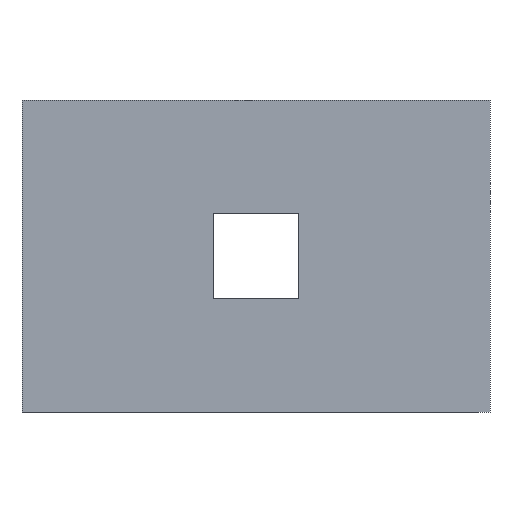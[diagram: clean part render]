
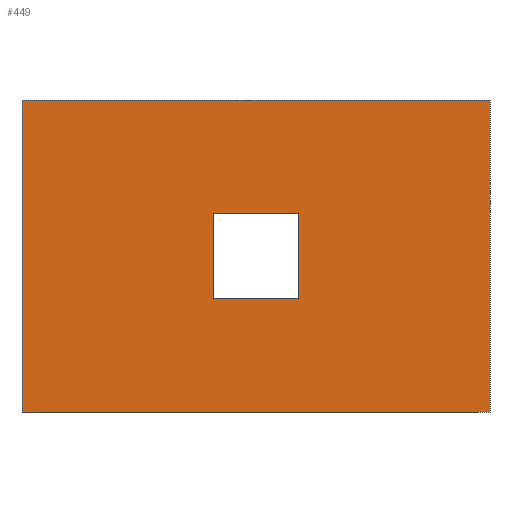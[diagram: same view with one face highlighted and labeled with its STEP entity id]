
A CAD part, front view. The second image highlights one B-rep face of the part: STEP entity #449.
In plain terms, the highlighted planar face has unit normal (0, -1, 0).
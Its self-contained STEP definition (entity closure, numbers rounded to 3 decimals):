
#1 = DIRECTION ( 'NONE',  ( 1., 0., 0. ) ) ;
#4 = ORIENTED_EDGE ( 'NONE', *, *, #120, .T. ) ;
#10 = ORIENTED_EDGE ( 'NONE', *, *, #178, .T. ) ;
#11 = DIRECTION ( 'NONE',  ( -1., 0., 0. ) ) ;
#15 = EDGE_CURVE ( 'NONE', #218, #85, #404, .T. ) ;
#19 = DIRECTION ( 'NONE',  ( 0., -1., 0. ) ) ;
#30 = CARTESIAN_POINT ( 'NONE',  ( -11., -12.5, -11. ) ) ;
#44 = DIRECTION ( 'NONE',  ( 0., 0., 1. ) ) ;
#53 = VERTEX_POINT ( 'NONE', #197 ) ;
#59 = CARTESIAN_POINT ( 'NONE',  ( 11., -12.5, 11. ) ) ;
#62 = DIRECTION ( 'NONE',  ( 0., 0., -1. ) ) ;
#76 = ORIENTED_EDGE ( 'NONE', *, *, #202, .F. ) ;
#79 = VECTOR ( 'NONE', #208, 1000. ) ;
#85 = VERTEX_POINT ( 'NONE', #415 ) ;
#87 = DIRECTION ( 'NONE',  ( 0., 0., -1. ) ) ;
#105 = DIRECTION ( 'NONE',  ( -1., 0., 0. ) ) ;
#109 = CARTESIAN_POINT ( 'NONE',  ( 60., -12.5, 40. ) ) ;
#110 = ORIENTED_EDGE ( 'NONE', *, *, #294, .T. ) ;
#112 = EDGE_CURVE ( 'NONE', #53, #435, #453, .T. ) ;
#118 = CARTESIAN_POINT ( 'NONE',  ( -60., -12.5, 40. ) ) ;
#120 = EDGE_CURVE ( 'NONE', #53, #213, #175, .T. ) ;
#126 = VERTEX_POINT ( 'NONE', #144 ) ;
#136 = VECTOR ( 'NONE', #44, 1000. ) ;
#142 = VERTEX_POINT ( 'NONE', #30 ) ;
#144 = CARTESIAN_POINT ( 'NONE',  ( -60., -12.5, -40. ) ) ;
#146 = VERTEX_POINT ( 'NONE', #316 ) ;
#150 = LINE ( 'NONE', #332, #254 ) ;
#158 = FACE_BOUND ( 'NONE', #187, .T. ) ;
#171 = VECTOR ( 'NONE', #87, 1000. ) ;
#173 = CARTESIAN_POINT ( 'NONE',  ( 11., -12.5, 11. ) ) ;
#175 = LINE ( 'NONE', #448, #399 ) ;
#176 = LINE ( 'NONE', #319, #447 ) ;
#178 = EDGE_CURVE ( 'NONE', #146, #218, #176, .T. ) ;
#187 = EDGE_LOOP ( 'NONE', ( #426, #268, #320, #10 ) ) ;
#197 = CARTESIAN_POINT ( 'NONE',  ( 60., -12.5, 40. ) ) ;
#202 = EDGE_CURVE ( 'NONE', #435, #126, #282, .T. ) ;
#203 = VECTOR ( 'NONE', #105, 1000. ) ;
#208 = DIRECTION ( 'NONE',  ( 0., 0., -1. ) ) ;
#209 = VECTOR ( 'NONE', #62, 1000. ) ;
#213 = VERTEX_POINT ( 'NONE', #246 ) ;
#218 = VERTEX_POINT ( 'NONE', #173 ) ;
#231 = PLANE ( 'NONE',  #242 ) ;
#242 = AXIS2_PLACEMENT_3D ( 'NONE', #305, #19, #405 ) ;
#245 = CARTESIAN_POINT ( 'NONE',  ( 0., -12.5, -40. ) ) ;
#246 = CARTESIAN_POINT ( 'NONE',  ( -60., -12.5, 40. ) ) ;
#254 = VECTOR ( 'NONE', #11, 1000. ) ;
#268 = ORIENTED_EDGE ( 'NONE', *, *, #301, .T. ) ;
#277 = FACE_OUTER_BOUND ( 'NONE', #430, .T. ) ;
#282 = LINE ( 'NONE', #245, #203 ) ;
#286 = DIRECTION ( 'NONE',  ( -1., 0., 0. ) ) ;
#288 = EDGE_CURVE ( 'NONE', #142, #146, #356, .T. ) ;
#294 = EDGE_CURVE ( 'NONE', #213, #126, #425, .T. ) ;
#301 = EDGE_CURVE ( 'NONE', #85, #142, #150, .T. ) ;
#305 = CARTESIAN_POINT ( 'NONE',  ( 0., -12.5, 40. ) ) ;
#316 = CARTESIAN_POINT ( 'NONE',  ( -11., -12.5, 11. ) ) ;
#319 = CARTESIAN_POINT ( 'NONE',  ( -11., -12.5, 11. ) ) ;
#320 = ORIENTED_EDGE ( 'NONE', *, *, #288, .T. ) ;
#332 = CARTESIAN_POINT ( 'NONE',  ( -11., -12.5, -11. ) ) ;
#356 = LINE ( 'NONE', #429, #136 ) ;
#393 = ORIENTED_EDGE ( 'NONE', *, *, #112, .F. ) ;
#399 = VECTOR ( 'NONE', #286, 1000. ) ;
#404 = LINE ( 'NONE', #59, #209 ) ;
#405 = DIRECTION ( 'NONE',  ( 1., 0., 0. ) ) ;
#415 = CARTESIAN_POINT ( 'NONE',  ( 11., -12.5, -11. ) ) ;
#425 = LINE ( 'NONE', #118, #171 ) ;
#426 = ORIENTED_EDGE ( 'NONE', *, *, #15, .T. ) ;
#429 = CARTESIAN_POINT ( 'NONE',  ( -11., -12.5, 11. ) ) ;
#430 = EDGE_LOOP ( 'NONE', ( #76, #393, #4, #110 ) ) ;
#435 = VERTEX_POINT ( 'NONE', #440 ) ;
#440 = CARTESIAN_POINT ( 'NONE',  ( 60., -12.5, -40. ) ) ;
#447 = VECTOR ( 'NONE', #1, 1000. ) ;
#448 = CARTESIAN_POINT ( 'NONE',  ( 0., -12.5, 40. ) ) ;
#449 = ADVANCED_FACE ( 'NONE', ( #158, #277 ), #231, .T. ) ;
#453 = LINE ( 'NONE', #109, #79 ) ;
